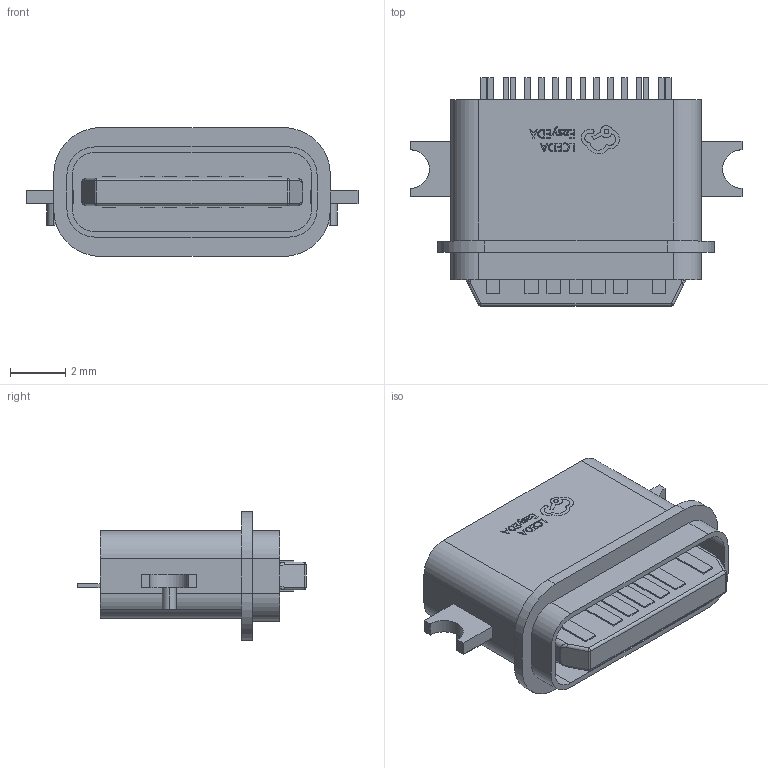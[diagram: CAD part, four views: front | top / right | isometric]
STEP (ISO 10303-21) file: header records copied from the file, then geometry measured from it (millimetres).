
FILE_DESCRIPTION (( 'STEP AP214' ), '1' );
FILE_NAME ('USB-C-SMD_SHOUHAN_TYPE-C-16PFS-2JCB1.2-H6.5.step', '2022-07-15T09:17:46', ( '' ), ( '' ), 'SwSTEP 2.0', 'SolidWorks 2020', '' );
FILE_SCHEMA (( 'AUTOMOTIVE_DESIGN' ));
Length unit declared in the file: millimetre
Products named in the file (1): USB-C-SMD_SHOUHAN_TYPE-C-16PFS-2JCB1.2-H6.5
Bounding box: 12 x 8.25 x 4.66 mm (x, y, z)
Volume: 126.8 mm3; surface area: 548.5 mm2
Topology: 15 solids, 15 shells, 538 faces, 1424 edges, 940 vertices
Faces by surface type: plane 374, bspline 116, cylinder 44, sphere 4
Entity records: 23397 total; most frequent: CARTESIAN_POINT 4780, ORIENTED_EDGE 2840, DIRECTION 2071, EDGE_CURVE 1420, LINE 1057, VECTOR 1057, VERTEX_POINT 940, EDGE_LOOP 580
